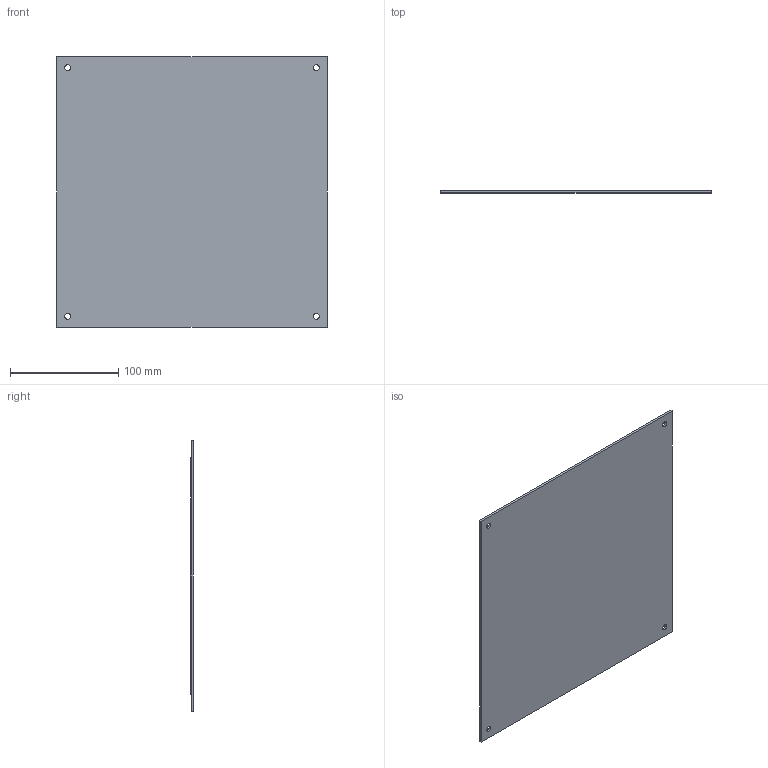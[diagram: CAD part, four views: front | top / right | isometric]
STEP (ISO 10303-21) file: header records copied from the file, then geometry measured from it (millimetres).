
FILE_DESCRIPTION((''),'2;1');
FILE_NAME('DB002899_REFLEKTOR_250X250_ASM','2007-02-22T',('agebhardt'),(''),'PRO/ENGINEER BY PARAMETRIC TECHNOLOGY CORPORATION, 2006140','PRO/ENGINEER BY PARAMETRIC TECHNOLOGY CORPORATION, 2006140','');
FILE_SCHEMA(('CONFIG_CONTROL_DESIGN'));
Length unit declared in the file: millimetre
Products named in the file (3): DB002897_GRUNDPLATTE_250X250; DB002898_REFLEXIONSFOLIE_220; DB002899_REFLEKTOR_250X250_ASM
Assembly tree (2 placements, depth 2):
  DB002899_REFLEKTOR_250X250_ASM
    DB002897_GRUNDPLATTE_250X250
    DB002898_REFLEXIONSFOLIE_220
Bounding box: 250 x 2.2 x 250 mm (x, y, z)
Volume: 134413.4 mm3; surface area: 227212.7 mm2
Topology: 2 solids, 2 shells, 4604 faces, 10733 edges, 7141 vertices
Faces by surface type: plane 4596, cylinder 8
Entity records: 128393 total; most frequent: CARTESIAN_POINT 22483, ORIENTED_EDGE 21466, DIRECTION 19967, EDGE_CURVE 10733, VECTOR 10717, LINE 10717, VERTEX_POINT 7141, EDGE_LOOP 5620
